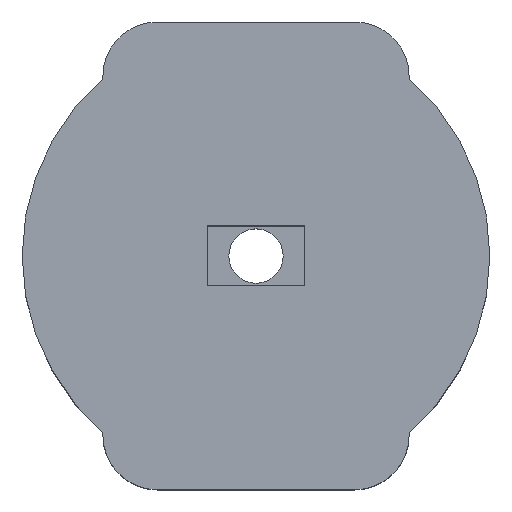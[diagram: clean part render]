
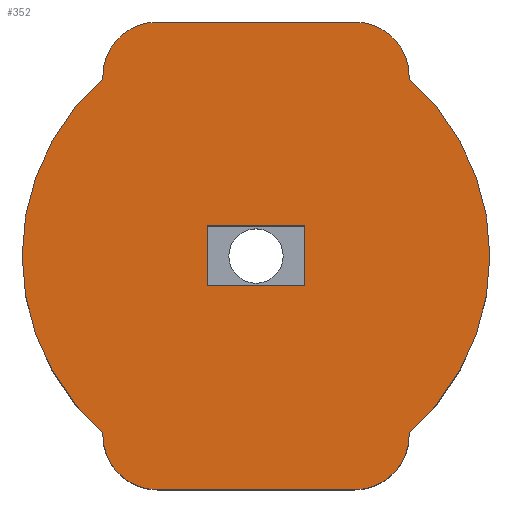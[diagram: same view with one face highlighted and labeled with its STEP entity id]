
A CAD part, top view. The second image highlights one B-rep face of the part: STEP entity #352.
In plain terms, the highlighted planar face has unit normal (0, 0, 1).
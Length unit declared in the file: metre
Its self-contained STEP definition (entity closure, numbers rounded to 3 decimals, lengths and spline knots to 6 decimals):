
#12=PLANE('',#389);
#26=CIRCLE('',#385,0.0086);
#28=CIRCLE('',#388,0.0086);
#29=CIRCLE('',#390,0.002);
#30=CIRCLE('',#391,0.002);
#31=CIRCLE('',#392,0.002);
#32=CIRCLE('',#393,0.002);
#47=ORIENTED_EDGE('',*,*,#147,.T.);
#48=ORIENTED_EDGE('',*,*,#148,.T.);
#49=ORIENTED_EDGE('',*,*,#149,.F.);
#50=ORIENTED_EDGE('',*,*,#150,.T.);
#51=ORIENTED_EDGE('',*,*,#151,.F.);
#52=ORIENTED_EDGE('',*,*,#146,.F.);
#53=ORIENTED_EDGE('',*,*,#152,.T.);
#54=ORIENTED_EDGE('',*,*,#153,.T.);
#55=ORIENTED_EDGE('',*,*,#154,.T.);
#56=ORIENTED_EDGE('',*,*,#155,.T.);
#57=ORIENTED_EDGE('',*,*,#156,.F.);
#58=ORIENTED_EDGE('',*,*,#142,.F.);
#59=ORIENTED_EDGE('',*,*,#157,.T.);
#60=ORIENTED_EDGE('',*,*,#158,.T.);
#61=ORIENTED_EDGE('',*,*,#159,.T.);
#62=ORIENTED_EDGE('',*,*,#160,.T.);
#142=EDGE_CURVE('',#192,#190,#26,.T.);
#146=EDGE_CURVE('',#196,#194,#28,.T.);
#147=EDGE_CURVE('',#192,#197,#227,.T.);
#148=EDGE_CURVE('',#197,#198,#29,.F.);
#149=EDGE_CURVE('',#199,#198,#228,.T.);
#150=EDGE_CURVE('',#199,#200,#30,.F.);
#151=EDGE_CURVE('',#194,#200,#229,.T.);
#152=EDGE_CURVE('',#196,#201,#230,.T.);
#153=EDGE_CURVE('',#201,#202,#31,.F.);
#154=EDGE_CURVE('',#202,#203,#231,.T.);
#155=EDGE_CURVE('',#203,#204,#32,.F.);
#156=EDGE_CURVE('',#190,#204,#232,.T.);
#157=EDGE_CURVE('',#205,#206,#233,.T.);
#158=EDGE_CURVE('',#206,#207,#234,.T.);
#159=EDGE_CURVE('',#207,#208,#235,.T.);
#160=EDGE_CURVE('',#208,#205,#236,.T.);
#190=VERTEX_POINT('',#527);
#192=VERTEX_POINT('',#531);
#194=VERTEX_POINT('',#536);
#196=VERTEX_POINT('',#540);
#197=VERTEX_POINT('',#544);
#198=VERTEX_POINT('',#546);
#199=VERTEX_POINT('',#548);
#200=VERTEX_POINT('',#550);
#201=VERTEX_POINT('',#553);
#202=VERTEX_POINT('',#555);
#203=VERTEX_POINT('',#557);
#204=VERTEX_POINT('',#559);
#205=VERTEX_POINT('',#562);
#206=VERTEX_POINT('',#563);
#207=VERTEX_POINT('',#565);
#208=VERTEX_POINT('',#567);
#227=LINE('',#543,#263);
#228=LINE('',#547,#264);
#229=LINE('',#551,#265);
#230=LINE('',#552,#266);
#231=LINE('',#556,#267);
#232=LINE('',#560,#268);
#233=LINE('',#561,#269);
#234=LINE('',#564,#270);
#235=LINE('',#566,#271);
#236=LINE('',#568,#272);
#263=VECTOR('',#437,1.);
#264=VECTOR('',#440,1.);
#265=VECTOR('',#443,1.);
#266=VECTOR('',#444,1.);
#267=VECTOR('',#447,1.);
#268=VECTOR('',#450,1.);
#269=VECTOR('',#451,1.);
#270=VECTOR('',#452,1.);
#271=VECTOR('',#453,1.);
#272=VECTOR('',#454,1.);
#297=EDGE_LOOP('',(#47,#48,#49,#50,#51,#52,#53,#54,#55,#56,#57,#58));
#298=EDGE_LOOP('',(#59,#60,#61,#62));
#321=FACE_BOUND('',#297,.T.);
#322=FACE_BOUND('',#298,.T.);
#352=ADVANCED_FACE('',(#321,#322),#12,.F.);
#385=AXIS2_PLACEMENT_3D('',#532,#425,#426);
#388=AXIS2_PLACEMENT_3D('',#541,#433,#434);
#389=AXIS2_PLACEMENT_3D('',#542,#435,#436);
#390=AXIS2_PLACEMENT_3D('',#545,#438,#439);
#391=AXIS2_PLACEMENT_3D('',#549,#441,#442);
#392=AXIS2_PLACEMENT_3D('',#554,#445,#446);
#393=AXIS2_PLACEMENT_3D('',#558,#448,#449);
#425=DIRECTION('',(0.,0.,-1.));
#426=DIRECTION('',(-1.,0.,0.));
#433=DIRECTION('',(0.,0.,-1.));
#434=DIRECTION('',(-1.,0.,0.));
#435=DIRECTION('',(0.,0.,-1.));
#436=DIRECTION('',(1.,0.,0.));
#437=DIRECTION('',(0.,1.,0.));
#438=DIRECTION('',(0.,0.,-1.));
#439=DIRECTION('',(-1.,0.,0.));
#440=DIRECTION('',(1.,0.,0.));
#441=DIRECTION('',(0.,0.,-1.));
#442=DIRECTION('',(-1.,0.,0.));
#443=DIRECTION('',(0.,1.,0.));
#444=DIRECTION('',(0.,-1.,0.));
#445=DIRECTION('',(0.,0.,-1.));
#446=DIRECTION('',(-1.,0.,0.));
#447=DIRECTION('',(1.,0.,0.));
#448=DIRECTION('',(0.,0.,-1.));
#449=DIRECTION('',(-1.,0.,0.));
#450=DIRECTION('',(0.,-1.,0.));
#451=DIRECTION('',(0.,-1.,0.));
#452=DIRECTION('',(-1.,0.,0.));
#453=DIRECTION('',(0.,1.,0.));
#454=DIRECTION('',(1.,0.,0.));
#527=CARTESIAN_POINT('',(0.005631,-0.0065,-0.0005));
#531=CARTESIAN_POINT('',(0.005631,0.0065,-0.0005));
#532=CARTESIAN_POINT('',(0.,0.,-0.0005));
#536=CARTESIAN_POINT('',(-0.005631,0.0065,-0.0005));
#540=CARTESIAN_POINT('',(-0.005631,-0.0065,-0.0005));
#541=CARTESIAN_POINT('',(0.,0.,-0.0005));
#542=CARTESIAN_POINT('',(-0.0066,0.,-0.0005));
#543=CARTESIAN_POINT('',(0.005631,0.00755,-0.0005));
#544=CARTESIAN_POINT('',(0.005631,0.0066,-0.0005));
#545=CARTESIAN_POINT('',(0.003631,0.0066,-0.0005));
#546=CARTESIAN_POINT('',(0.003631,0.0086,-0.0005));
#547=CARTESIAN_POINT('',(0.,0.0086,-0.0005));
#548=CARTESIAN_POINT('',(-0.003631,0.0086,-0.0005));
#549=CARTESIAN_POINT('',(-0.003631,0.0066,-0.0005));
#550=CARTESIAN_POINT('',(-0.005631,0.0066,-0.0005));
#551=CARTESIAN_POINT('',(-0.005631,0.00755,-0.0005));
#552=CARTESIAN_POINT('',(-0.005631,-0.00755,-0.0005));
#553=CARTESIAN_POINT('',(-0.005631,-0.0066,-0.0005));
#554=CARTESIAN_POINT('',(-0.003631,-0.0066,-0.0005));
#555=CARTESIAN_POINT('',(-0.003631,-0.0086,-0.0005));
#556=CARTESIAN_POINT('',(0.,-0.0086,-0.0005));
#557=CARTESIAN_POINT('',(0.003631,-0.0086,-0.0005));
#558=CARTESIAN_POINT('',(0.003631,-0.0066,-0.0005));
#559=CARTESIAN_POINT('',(0.005631,-0.0066,-0.0005));
#560=CARTESIAN_POINT('',(0.005631,-0.00755,-0.0005));
#561=CARTESIAN_POINT('',(0.0018,0.,-0.0005));
#562=CARTESIAN_POINT('',(0.0018,0.0011,-0.0005));
#563=CARTESIAN_POINT('',(0.0018,-0.0011,-0.0005));
#564=CARTESIAN_POINT('',(0.,-0.0011,-0.0005));
#565=CARTESIAN_POINT('',(-0.0018,-0.0011,-0.0005));
#566=CARTESIAN_POINT('',(-0.0018,0.,-0.0005));
#567=CARTESIAN_POINT('',(-0.0018,0.0011,-0.0005));
#568=CARTESIAN_POINT('',(0.,0.0011,-0.0005));
